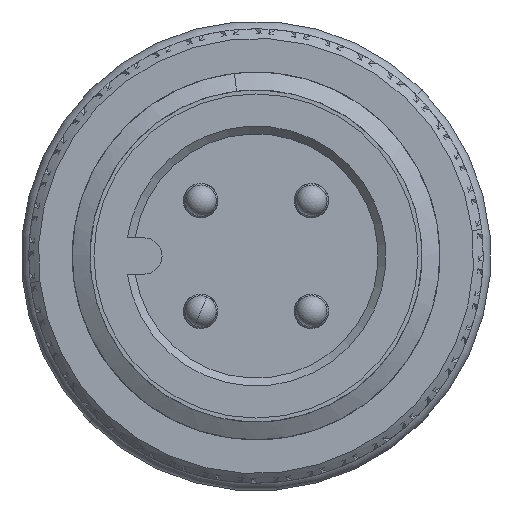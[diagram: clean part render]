
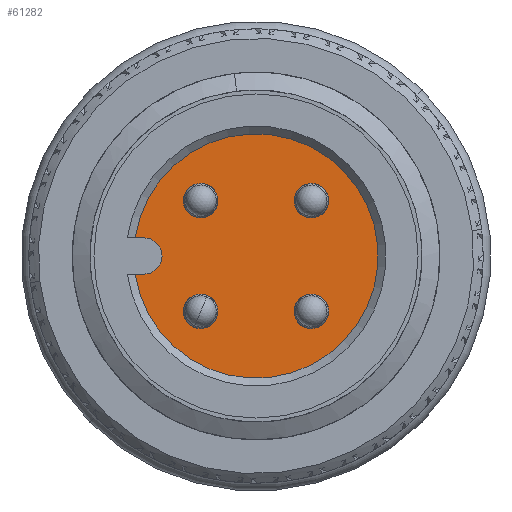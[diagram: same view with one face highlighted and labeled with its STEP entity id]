
A CAD part, left-side view. The second image highlights one B-rep face of the part: STEP entity #61282.
In plain terms, the highlighted face is planar.
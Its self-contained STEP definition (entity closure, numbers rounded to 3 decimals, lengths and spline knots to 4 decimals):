
#85=DIRECTION('',(0.,1.,0.));
#86=VECTOR('',#85,0.2766);
#87=CARTESIAN_POINT('',(29.948,17.9658,14.7582));
#88=LINE('',#87,#86);
#89=CARTESIAN_POINT('',(29.948,17.9658,14.1782));
#90=DIRECTION('',(-1.,0.,0.));
#91=DIRECTION('',(0.,0.,-1.));
#92=AXIS2_PLACEMENT_3D('',#89,#90,#91);
#94=CARTESIAN_POINT('',(29.948,12.6181,15.946));
#95=DIRECTION('',(-1.,0.,0.));
#96=DIRECTION('',(0.,0.,1.));
#97=AXIS2_PLACEMENT_3D('',#94,#95,#96);
#99=CARTESIAN_POINT('',(29.948,12.6181,15.946));
#100=DIRECTION('',(-1.,0.,0.));
#101=DIRECTION('',(0.,0.,-1.));
#102=AXIS2_PLACEMENT_3D('',#99,#100,#101);
#104=CARTESIAN_POINT('',(29.948,12.6181,12.4105));
#105=DIRECTION('',(-1.,0.,0.));
#106=DIRECTION('',(0.,0.,1.));
#107=AXIS2_PLACEMENT_3D('',#104,#105,#106);
#109=CARTESIAN_POINT('',(29.948,12.6181,12.4105));
#110=DIRECTION('',(-1.,0.,0.));
#111=DIRECTION('',(0.,0.,-1.));
#112=AXIS2_PLACEMENT_3D('',#109,#110,#111);
#114=CARTESIAN_POINT('',(29.948,16.1536,12.4105));
#115=DIRECTION('',(-1.,0.,0.));
#116=DIRECTION('',(0.,0.,1.));
#117=AXIS2_PLACEMENT_3D('',#114,#115,#116);
#119=CARTESIAN_POINT('',(29.948,16.1536,12.4105));
#120=DIRECTION('',(-1.,0.,0.));
#121=DIRECTION('',(0.,0.,-1.));
#122=AXIS2_PLACEMENT_3D('',#119,#120,#121);
#124=CARTESIAN_POINT('',(29.948,16.1536,15.946));
#125=DIRECTION('',(-1.,0.,0.));
#126=DIRECTION('',(0.,0.,1.));
#127=AXIS2_PLACEMENT_3D('',#124,#125,#126);
#129=CARTESIAN_POINT('',(29.948,16.1536,15.946));
#130=DIRECTION('',(-1.,0.,0.));
#131=DIRECTION('',(0.,0.,-1.));
#132=AXIS2_PLACEMENT_3D('',#129,#130,#131);
#134=DIRECTION('',(0.,1.,0.));
#135=VECTOR('',#134,0.2766);
#136=CARTESIAN_POINT('',(29.948,17.9658,13.5982));
#137=LINE('',#136,#135);
#138=CARTESIAN_POINT('',(29.948,14.3858,14.1782));
#139=DIRECTION('',(1.,0.,0.));
#140=DIRECTION('',(0.,0.989,0.149));
#141=AXIS2_PLACEMENT_3D('',#138,#139,#140);
#148=CARTESIAN_POINT('',(29.948,18.2425,13.5982));
#155=CARTESIAN_POINT('',(29.948,18.2425,14.7582));
#54355=CARTESIAN_POINT('',(29.948,12.6181,11.8605));
#54356=CARTESIAN_POINT('',(29.948,12.6181,12.9605));
#54357=VERTEX_POINT('',#54355);
#54358=VERTEX_POINT('',#54356);
#54367=CARTESIAN_POINT('',(29.948,17.9658,13.5982));
#54369=VERTEX_POINT('',#54367);
#54376=CARTESIAN_POINT('',(29.948,17.9658,14.7582));
#54378=VERTEX_POINT('',#54376);
#54380=VERTEX_POINT('',#148);
#54391=VERTEX_POINT('',#155);
#54395=CARTESIAN_POINT('',(29.948,12.6181,15.396));
#54396=CARTESIAN_POINT('',(29.948,12.6181,16.496));
#54397=VERTEX_POINT('',#54395);
#54398=VERTEX_POINT('',#54396);
#54399=CARTESIAN_POINT('',(29.948,16.1536,11.8605));
#54400=CARTESIAN_POINT('',(29.948,16.1536,12.9605));
#54401=VERTEX_POINT('',#54399);
#54402=VERTEX_POINT('',#54400);
#54419=CARTESIAN_POINT('',(29.948,16.1536,15.396));
#54420=CARTESIAN_POINT('',(29.948,16.1536,16.496));
#54421=VERTEX_POINT('',#54419);
#54422=VERTEX_POINT('',#54420);
#61245=CARTESIAN_POINT('',(29.948,18.2858,14.1782));
#61246=DIRECTION('',(-1.,0.,0.));
#61247=DIRECTION('',(0.,0.,1.));
#61248=AXIS2_PLACEMENT_3D('',#61245,#61246,#61247);
#61249=PLANE('',#61248);
#61251=ORIENTED_EDGE('',*,*,#61250,.T.);
#61253=ORIENTED_EDGE('',*,*,#61252,.F.);
#61255=ORIENTED_EDGE('',*,*,#61254,.F.);
#61257=ORIENTED_EDGE('',*,*,#61256,.F.);
#61258=EDGE_LOOP('',(#61251,#61253,#61255,#61257));
#61259=FACE_OUTER_BOUND('',#61258,.F.);
#61261=ORIENTED_EDGE('',*,*,#61260,.F.);
#61263=ORIENTED_EDGE('',*,*,#61262,.F.);
#61264=EDGE_LOOP('',(#61261,#61263));
#61265=FACE_BOUND('',#61264,.F.);
#61267=ORIENTED_EDGE('',*,*,#61266,.F.);
#61269=ORIENTED_EDGE('',*,*,#61268,.F.);
#61270=EDGE_LOOP('',(#61267,#61269));
#61271=FACE_BOUND('',#61270,.F.);
#61273=ORIENTED_EDGE('',*,*,#61272,.F.);
#61275=ORIENTED_EDGE('',*,*,#61274,.F.);
#61276=EDGE_LOOP('',(#61273,#61275));
#61277=FACE_BOUND('',#61276,.F.);
#61278=ORIENTED_EDGE('',*,*,#61210,.F.);
#61279=ORIENTED_EDGE('',*,*,#61238,.F.);
#61280=EDGE_LOOP('',(#61278,#61279));
#61281=FACE_BOUND('',#61280,.F.);
#61282=ADVANCED_FACE('',(#61259,#61265,#61271,#61277,#61281),#61249,.F.);
#93=CIRCLE('',#92,0.58);
#98=CIRCLE('',#97,0.55);
#103=CIRCLE('',#102,0.55);
#108=CIRCLE('',#107,0.55);
#113=CIRCLE('',#112,0.55);
#118=CIRCLE('',#117,0.55);
#123=CIRCLE('',#122,0.55);
#128=CIRCLE('',#127,0.55);
#133=CIRCLE('',#132,0.55);
#142=CIRCLE('',#141,3.9);
#61210=EDGE_CURVE('',#54422,#54421,#128,.T.);
#61238=EDGE_CURVE('',#54421,#54422,#133,.T.);
#61250=EDGE_CURVE('',#54369,#54380,#137,.T.);
#61252=EDGE_CURVE('',#54391,#54380,#142,.T.);
#61254=EDGE_CURVE('',#54378,#54391,#88,.T.);
#61256=EDGE_CURVE('',#54369,#54378,#93,.T.);
#61260=EDGE_CURVE('',#54398,#54397,#98,.T.);
#61262=EDGE_CURVE('',#54397,#54398,#103,.T.);
#61266=EDGE_CURVE('',#54358,#54357,#108,.T.);
#61268=EDGE_CURVE('',#54357,#54358,#113,.T.);
#61272=EDGE_CURVE('',#54402,#54401,#118,.T.);
#61274=EDGE_CURVE('',#54401,#54402,#123,.T.);
